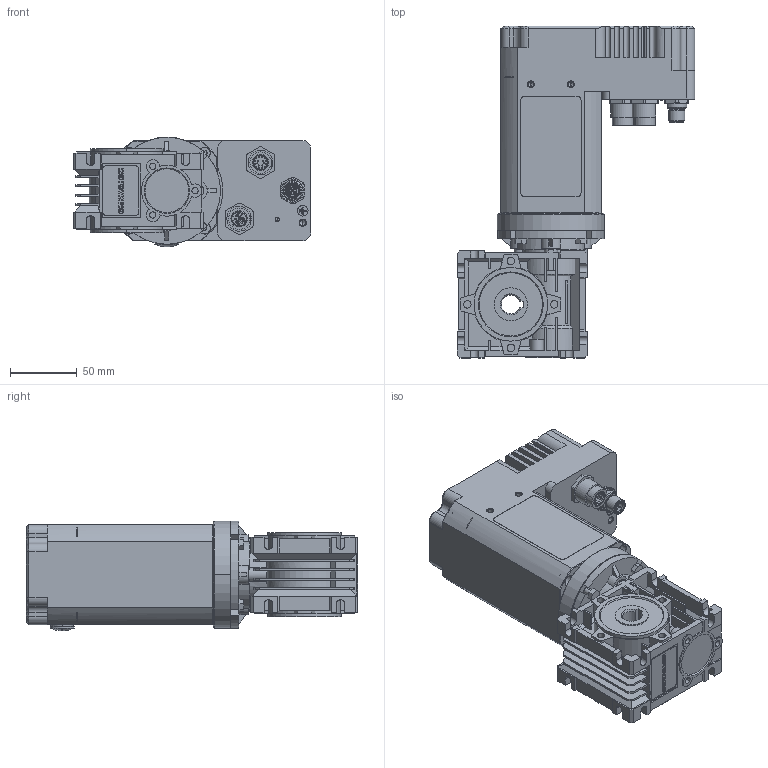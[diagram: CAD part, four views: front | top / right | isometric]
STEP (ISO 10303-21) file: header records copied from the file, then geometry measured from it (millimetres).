
FILE_DESCRIPTION((''),'2;1');
FILE_NAME('80352001','2019-09-09T',('ALEBLI1'),('CROUZET-AUTOMATISMES'),'CREO PARAMETRIC BY PTC INC, 2017170','CREO PARAMETRIC BY PTC INC, 2017170','');
FILE_SCHEMA(('AP203_CONFIGURATION_CONTROLLED_3D_DESIGN_OF_MECHANICAL_PARTS_AND_ASSEMBLIES_MIM_LF { 1 0 10303 403 2 1 2 }'));
Products named in the file (1): 80352001
Bounding box: 177.5 x 248.1 x 81.99 mm (x, y, z)
Surface area: 251876.2 mm2 (no closed solid volume)
Topology: 0 solids, 13 shells, 2557 faces, 6638 edges, 4287 vertices
Faces by surface type: plane 1266, cylinder 911, cone 233, extrusion 74, bspline 36, torus 23, sphere 14
Entity records: 121407 total; most frequent: CARTESIAN_POINT 20167, DIRECTION 13694, ORIENTED_EDGE 13192, PRESENTATION_STYLE_ASSIGNMENT 8957, STYLED_ITEM 6678, CURVE_STYLE 6676, EDGE_CURVE 6596, AXIS2_PLACEMENT_3D 4908
